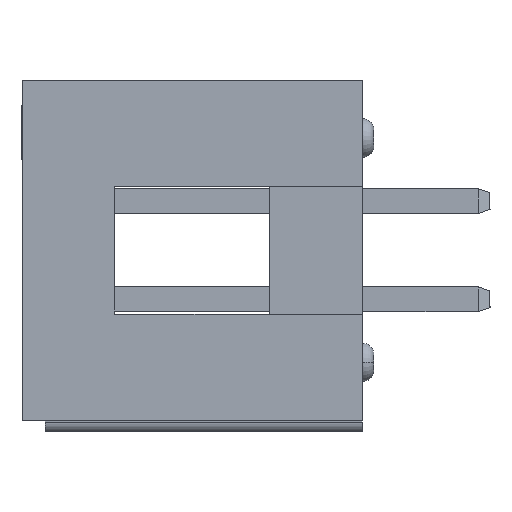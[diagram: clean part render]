
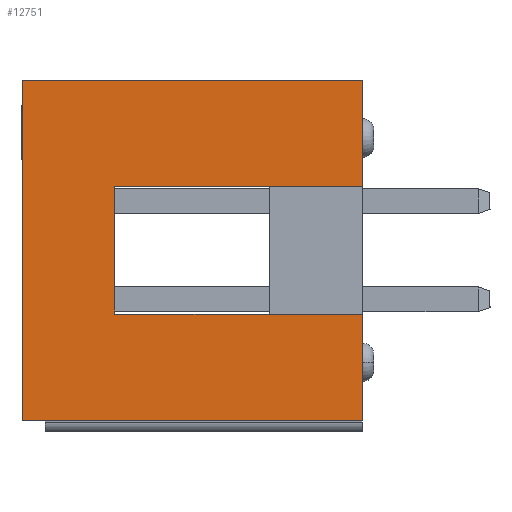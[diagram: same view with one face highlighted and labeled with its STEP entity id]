
A CAD part, left-side view. The second image highlights one B-rep face of the part: STEP entity #12751.
In plain terms, the highlighted planar face has unit normal (-1, 0, 0).
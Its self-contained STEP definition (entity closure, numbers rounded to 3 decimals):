
#138 = DIRECTION ( 'NONE',  ( 0., 1., 0. ) ) ;
#160 = CARTESIAN_POINT ( 'NONE',  ( -5.34, 0.06, 3. ) ) ;
#284 = CARTESIAN_POINT ( 'NONE',  ( -5.34, 2.81, 3. ) ) ;
#705 = VECTOR ( 'NONE', #10529, 1000. ) ;
#719 = EDGE_CURVE ( 'NONE', #7761, #7654, #4652, .T. ) ;
#737 = ORIENTED_EDGE ( 'NONE', *, *, #10308, .T. ) ;
#755 = LINE ( 'NONE', #1199, #11467 ) ;
#1199 = CARTESIAN_POINT ( 'NONE',  ( -5.34, -5.99, 3. ) ) ;
#1499 = VECTOR ( 'NONE', #9140, 1000. ) ;
#1934 = VERTEX_POINT ( 'NONE', #10923 ) ;
#2388 = FACE_OUTER_BOUND ( 'NONE', #6378, .T. ) ;
#2431 = LINE ( 'NONE', #6449, #7928 ) ;
#2687 = VECTOR ( 'NONE', #5090, 1000. ) ;
#3327 = LINE ( 'NONE', #10119, #2687 ) ;
#3517 = LINE ( 'NONE', #8342, #705 ) ;
#3688 = VECTOR ( 'NONE', #7814, 1000. ) ;
#3819 = DIRECTION ( 'NONE',  ( 0., -1., 0. ) ) ;
#3823 = VERTEX_POINT ( 'NONE', #160 ) ;
#4652 = LINE ( 'NONE', #7857, #3688 ) ;
#5090 = DIRECTION ( 'NONE',  ( 0., 1., 0. ) ) ;
#5259 = EDGE_CURVE ( 'NONE', #3823, #9745, #3327, .T. ) ;
#5423 = ORIENTED_EDGE ( 'NONE', *, *, #7228, .T. ) ;
#5501 = DIRECTION ( 'NONE',  ( 0., 0., 1. ) ) ;
#5509 = CARTESIAN_POINT ( 'NONE',  ( -5.34, -1.58, 3. ) ) ;
#5638 = VERTEX_POINT ( 'NONE', #12077 ) ;
#5739 = LINE ( 'NONE', #5509, #13581 ) ;
#5891 = VERTEX_POINT ( 'NONE', #8312 ) ;
#6378 = EDGE_LOOP ( 'NONE', ( #6492, #5423, #737, #8490, #8012, #9061, #8850, #10615 ) ) ;
#6399 = LINE ( 'NONE', #9911, #11645 ) ;
#6449 = CARTESIAN_POINT ( 'NONE',  ( -5.34, 2.81, 3. ) ) ;
#6492 = ORIENTED_EDGE ( 'NONE', *, *, #8672, .T. ) ;
#7228 = EDGE_CURVE ( 'NONE', #10322, #5891, #12701, .T. ) ;
#7348 = AXIS2_PLACEMENT_3D ( 'NONE', #13159, #10341, #3819 ) ;
#7553 = DIRECTION ( 'NONE',  ( 0., 0., 1. ) ) ;
#7654 = VERTEX_POINT ( 'NONE', #11022 ) ;
#7761 = VERTEX_POINT ( 'NONE', #8354 ) ;
#7814 = DIRECTION ( 'NONE',  ( 0., 1., 0. ) ) ;
#7857 = CARTESIAN_POINT ( 'NONE',  ( -5.34, 2.82, 11.8 ) ) ;
#7928 = VECTOR ( 'NONE', #7553, 1000. ) ;
#8012 = ORIENTED_EDGE ( 'NONE', *, *, #12521, .T. ) ;
#8312 = CARTESIAN_POINT ( 'NONE',  ( -5.34, -3.24, 9.4 ) ) ;
#8329 = CARTESIAN_POINT ( 'NONE',  ( -5.34, -5.98, 9.4 ) ) ;
#8342 = CARTESIAN_POINT ( 'NONE',  ( -5.34, 0.06, 3. ) ) ;
#8354 = CARTESIAN_POINT ( 'NONE',  ( -5.34, -5.99, 11.8 ) ) ;
#8490 = ORIENTED_EDGE ( 'NONE', *, *, #9662, .F. ) ;
#8672 = EDGE_CURVE ( 'NONE', #3823, #10322, #3517, .T. ) ;
#8825 = DIRECTION ( 'NONE',  ( 0., 0., -1. ) ) ;
#8850 = ORIENTED_EDGE ( 'NONE', *, *, #10794, .F. ) ;
#9061 = ORIENTED_EDGE ( 'NONE', *, *, #719, .T. ) ;
#9140 = DIRECTION ( 'NONE',  ( 0., -1., 0. ) ) ;
#9254 = PLANE ( 'NONE',  #7348 ) ;
#9662 = EDGE_CURVE ( 'NONE', #5638, #1934, #5739, .T. ) ;
#9745 = VERTEX_POINT ( 'NONE', #284 ) ;
#9911 = CARTESIAN_POINT ( 'NONE',  ( -5.34, -3.24, 3. ) ) ;
#10119 = CARTESIAN_POINT ( 'NONE',  ( -5.34, -1.58, 3. ) ) ;
#10308 = EDGE_CURVE ( 'NONE', #5891, #1934, #6399, .T. ) ;
#10322 = VERTEX_POINT ( 'NONE', #11934 ) ;
#10341 = DIRECTION ( 'NONE',  ( -1., 0., 0. ) ) ;
#10529 = DIRECTION ( 'NONE',  ( 0., 0., 1. ) ) ;
#10615 = ORIENTED_EDGE ( 'NONE', *, *, #5259, .F. ) ;
#10794 = EDGE_CURVE ( 'NONE', #9745, #7654, #2431, .T. ) ;
#10923 = CARTESIAN_POINT ( 'NONE',  ( -5.34, -3.24, 3. ) ) ;
#11022 = CARTESIAN_POINT ( 'NONE',  ( -5.34, 2.81, 11.8 ) ) ;
#11467 = VECTOR ( 'NONE', #5501, 1000. ) ;
#11645 = VECTOR ( 'NONE', #8825, 1000. ) ;
#11934 = CARTESIAN_POINT ( 'NONE',  ( -5.34, 0.06, 9.4 ) ) ;
#12077 = CARTESIAN_POINT ( 'NONE',  ( -5.34, -5.99, 3. ) ) ;
#12521 = EDGE_CURVE ( 'NONE', #5638, #7761, #755, .T. ) ;
#12701 = LINE ( 'NONE', #8329, #1499 ) ;
#12751 = ADVANCED_FACE ( 'NONE', ( #2388 ), #9254, .T. ) ;
#13159 = CARTESIAN_POINT ( 'NONE',  ( -5.34, -5.98, 3. ) ) ;
#13581 = VECTOR ( 'NONE', #138, 1000. ) ;
